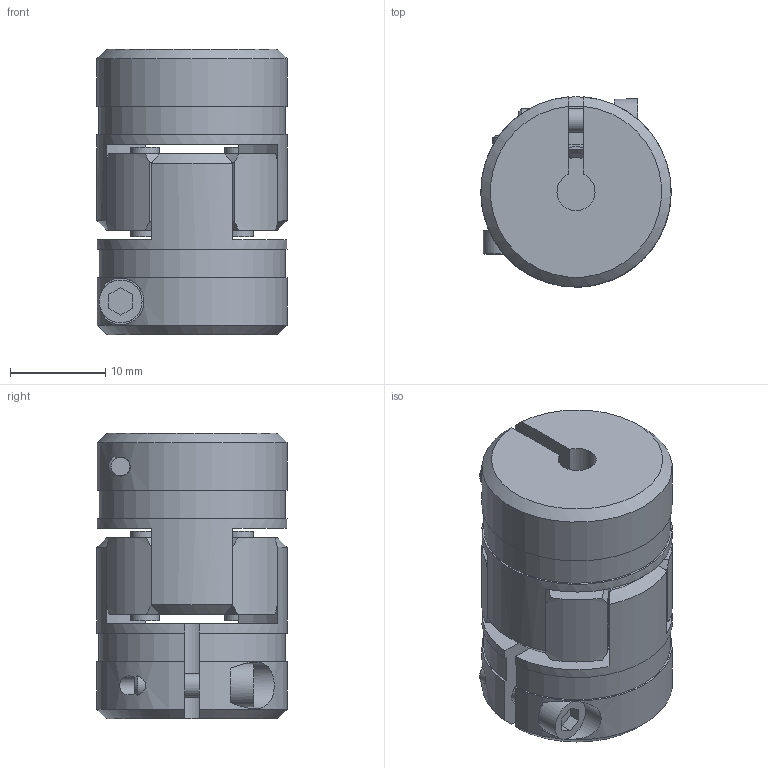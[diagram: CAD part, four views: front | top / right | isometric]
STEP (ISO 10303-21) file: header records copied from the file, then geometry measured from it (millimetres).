
FILE_DESCRIPTION( ( 'STEP AP214' ), '1' );
FILE_NAME( '01401-0404.stp', '2021-09-01T07:42:06', ( 'License CC BY-ND 4.0' ), ( 'CADENAS' ), ' ', 'PARTsolutions', ' ' );
FILE_SCHEMA( ( 'AUTOMOTIVE_DESIGN { 1 0 10303 214 1 1 1 1 }' ) );
Length unit declared in the file: millimetre
Products named in the file (4): 01401-0404; _01401-4pb; _01401-4pa; _01401-512p2
Assembly tree (3 placements, depth 2):
  01401-0404
    _01401-4pb
    _01401-4pa
    _01401-512p2
Bounding box: 20 x 20 x 30 mm (x, y, z)
Volume: 7883.9 mm3; surface area: 5093.7 mm2
Topology: 3 solids, 3 shells, 132 faces, 330 edges, 220 vertices
Faces by surface type: cylinder 56, plane 50, cone 26
Full cylindrical faces by diameter (mm): 2.5 x2, 2.9 x4, 3 x4, 4.5 x2, 7.2 x2
Entity records: 5156 total; most frequent: CARTESIAN_POINT 962, DIRECTION 662, ORIENTED_EDGE 604, EDGE_CURVE 302, AXIS2_PLACEMENT_3D 278, VERTEX_POINT 210, EDGE_LOOP 170, FACE_OUTER_BOUND 146
